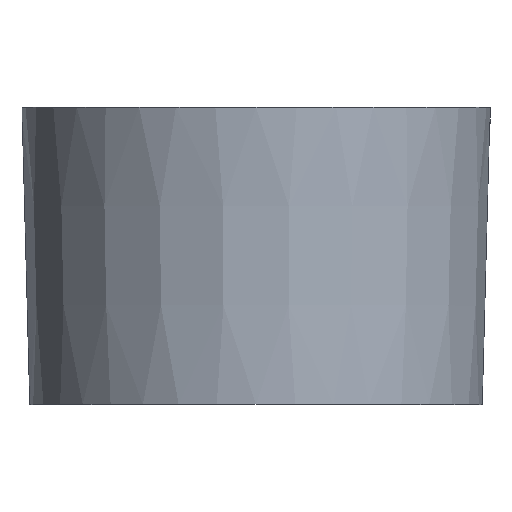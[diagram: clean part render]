
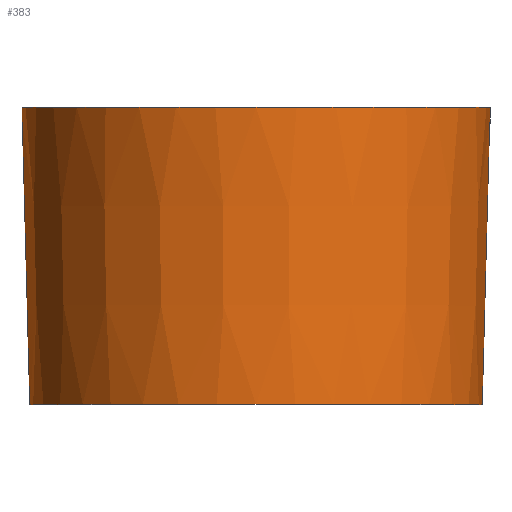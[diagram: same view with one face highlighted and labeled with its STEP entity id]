
A CAD part, top view. The second image highlights one B-rep face of the part: STEP entity #383.
In plain terms, the highlighted conical face has half-angle 1.5 degrees and reference radius 36.778 mm.
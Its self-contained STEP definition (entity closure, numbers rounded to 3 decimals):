
#223=EDGE_CURVE('',#315,#291,#633,.T.);
#241=VERTEX_POINT('',#652);
#251=EDGE_CURVE('',#241,#275,#662,.T.);
#275=VERTEX_POINT('',#686);
#291=VERTEX_POINT('',#707);
#299=EDGE_CURVE('',#291,#275,#715,.T.);
#315=VERTEX_POINT('',#731);
#337=EDGE_CURVE('',#419,#315,#760,.T.);
#383=ADVANCED_FACE('',(#811),#812,.T.);
#419=VERTEX_POINT('',#849);
#453=EDGE_CURVE('',#571,#419,#890,.T.);
#485=EDGE_CURVE('',#241,#571,#925,.T.);
#571=VERTEX_POINT('',#1022);
#633=LINE('',#1082,#1083);
#652=CARTESIAN_POINT('',(-37.4,0.0,0.0));
#662=CIRCLE('',#1121,37.4);
#686=CARTESIAN_POINT('',(37.4,0.0,0.));
#707=CARTESIAN_POINT('',(37.335,-2.5,0.));
#715=LINE('',#1186,#1187);
#731=CARTESIAN_POINT('',(36.156,-47.5,0.));
#760=CIRCLE('',#1247,36.156);
#811=FACE_OUTER_BOUND('',#1314,.T.);
#812=CONICAL_SURFACE('',#1315,36.778,0.026);
#849=CARTESIAN_POINT('',(-36.156,-47.5,0.0));
#890=LINE('',#1420,#1421);
#925=LINE('',#1468,#1469);
#1022=CARTESIAN_POINT('',(-37.335,-2.5,0.0));
#1082=CARTESIAN_POINT('',(37.4,0.0,0.));
#1083=VECTOR('',#1662,1.);
#1121=AXIS2_PLACEMENT_3D('',#1685,#1686,#1687);
#1186=CARTESIAN_POINT('',(37.4,0.0,0.));
#1187=VECTOR('',#1732,1.);
#1247=AXIS2_PLACEMENT_3D('',#1796,#1797,#1798);
#1314=EDGE_LOOP('',(#1865,#1866,#1867,#1868,#1869,#1870));
#1315=AXIS2_PLACEMENT_3D('',#1871,#1872,#1873);
#1420=CARTESIAN_POINT('',(-37.4,0.0,0.0));
#1421=VECTOR('',#1971,1.);
#1468=CARTESIAN_POINT('',(-37.4,0.0,0.0));
#1469=VECTOR('',#2025,1.);
#1662=DIRECTION('',(0.026,1.,0.));
#1685=CARTESIAN_POINT('',(0.0,0.0,0.0));
#1686=DIRECTION('',(0.0,1.0,0.0));
#1687=DIRECTION('',(-1.0,0.0,0.0));
#1732=DIRECTION('',(0.026,1.,0.));
#1796=CARTESIAN_POINT('',(0.0,-47.5,0.0));
#1797=DIRECTION('',(0.0,1.0,0.0));
#1798=DIRECTION('',(-1.0,0.0,0.0));
#1865=ORIENTED_EDGE('',*,*,#223,.T.);
#1866=ORIENTED_EDGE('',*,*,#299,.T.);
#1867=ORIENTED_EDGE('',*,*,#251,.F.);
#1868=ORIENTED_EDGE('',*,*,#485,.T.);
#1869=ORIENTED_EDGE('',*,*,#453,.T.);
#1870=ORIENTED_EDGE('',*,*,#337,.T.);
#1871=CARTESIAN_POINT('',(0.0,-23.75,0.0));
#1872=DIRECTION('',(0.0,1.0,-0.0));
#1873=DIRECTION('',(-1.0,0.0,0.0));
#1971=DIRECTION('',(0.026,-1.,0.0));
#2025=DIRECTION('',(0.026,-1.,0.0));
